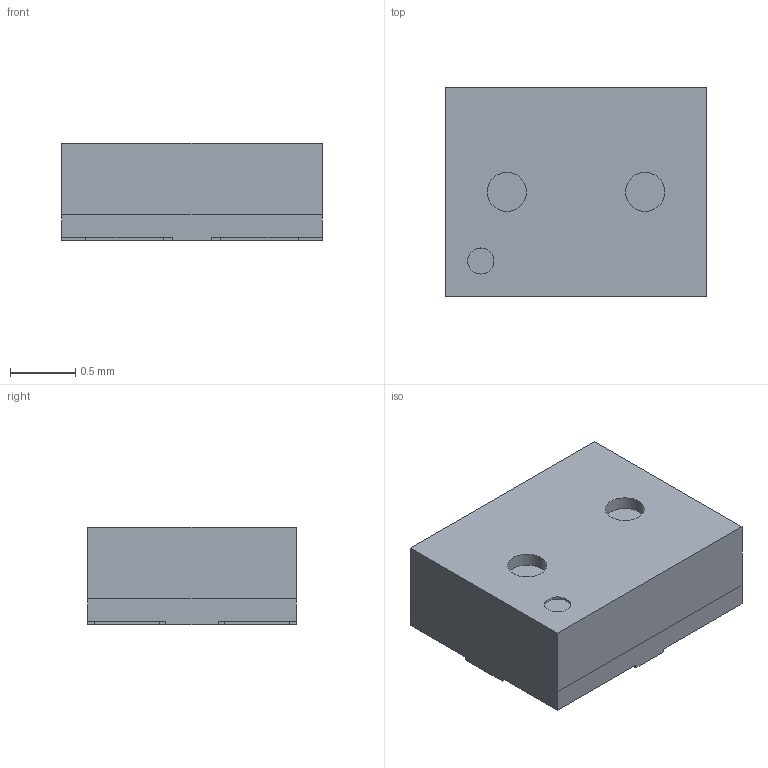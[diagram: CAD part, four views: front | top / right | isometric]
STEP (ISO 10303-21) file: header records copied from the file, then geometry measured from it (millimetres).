
FILE_DESCRIPTION(/* description */ ('Unknown'),/* implementation_level */ '2;1');
FILE_NAME(/* name */ '1692010961200',/* time_stamp */ '2024-06-03T03:47:17+02:00',/* author */ ('Unknown'),/* organization */ ('Unknown'),/* preprocessor_version */ 'ST-DEVELOPER v19.4',/* originating_system */ 'Solid Edge',/* authorisation */ 'Unknown');
FILE_SCHEMA (('AUTOMOTIVE_DESIGN {1 0 10303 214 3 1 1}'));
Length unit declared in the file: millimetre
Products named in the file (4): 1692010961200; Base; Contacts; Cover
Assembly tree (3 placements, depth 2):
  1692010961200
    Base
    Contacts
    Cover
Bounding box: 2 x 1.6 x 0.75 mm (x, y, z)
Volume: 2.4 mm3; surface area: 21 mm2
Topology: 6 solids, 6 shells, 58 faces, 126 edges, 84 vertices
Faces by surface type: plane 55, cylinder 3
Full cylindrical faces by diameter (mm): 0.2 x1, 0.3 x2
Entity records: 1807 total; most frequent: CARTESIAN_POINT 269, DIRECTION 253, ORIENTED_EDGE 246, EDGE_CURVE 123, LINE 117, VECTOR 117, VERTEX_POINT 84, AXIS2_PLACEMENT_3D 68
